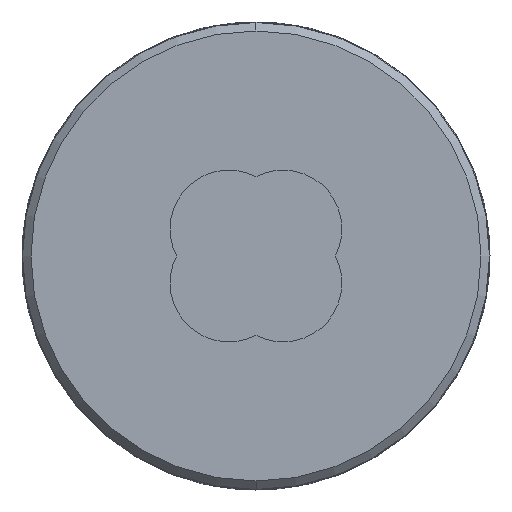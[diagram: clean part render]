
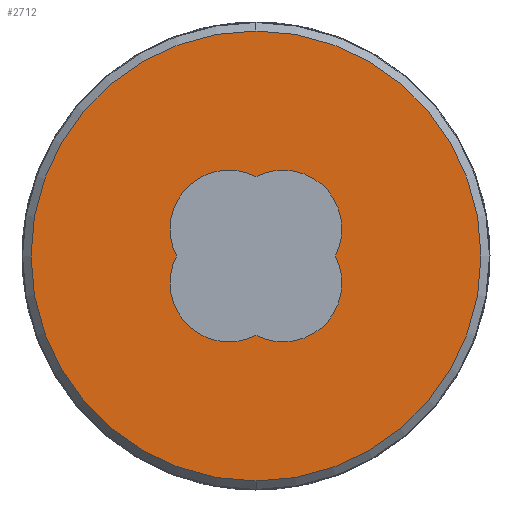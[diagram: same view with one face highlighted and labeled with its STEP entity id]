
A CAD part, front view. The second image highlights one B-rep face of the part: STEP entity #2712.
In plain terms, the highlighted planar face has unit normal (0, -1, 0).
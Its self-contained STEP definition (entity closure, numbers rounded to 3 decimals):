
#29 = CARTESIAN_POINT ( 'NONE',  ( -7.782, 8.032, 0.911 ) ) ;
#74 = VERTEX_POINT ( 'NONE', #3555 ) ;
#132 = CIRCLE ( 'NONE', #3789, 1.638 ) ;
#341 = CARTESIAN_POINT ( 'NONE',  ( -5.576, 8.032, 3.116 ) ) ;
#411 = DIRECTION ( 'NONE',  ( -1., 0., 0. ) ) ;
#608 = VERTEX_POINT ( 'NONE', #3983 ) ;
#870 = CARTESIAN_POINT ( 'NONE',  ( -5.576, 8.032, 0.911 ) ) ;
#939 = EDGE_CURVE ( 'NONE', #608, #2840, #2115, .T. ) ;
#982 = CARTESIAN_POINT ( 'NONE',  ( -6.326, 8.032, 0.161 ) ) ;
#1115 = DIRECTION ( 'NONE',  ( 0., 1., 0. ) ) ;
#1160 = DIRECTION ( 'NONE',  ( -1., 0., 0. ) ) ;
#1206 = EDGE_CURVE ( 'NONE', #2840, #2530, #132, .T. ) ;
#1208 = DIRECTION ( 'NONE',  ( 0., 1., 0. ) ) ;
#1211 = AXIS2_PLACEMENT_3D ( 'NONE', #4836, #1775, #3315 ) ;
#1327 = DIRECTION ( 'NONE',  ( 0., -1., 0. ) ) ;
#1343 = DIRECTION ( 'NONE',  ( -1., 0., 0. ) ) ;
#1366 = EDGE_CURVE ( 'NONE', #1904, #608, #3108, .T. ) ;
#1422 = CARTESIAN_POINT ( 'NONE',  ( -4.826, 8.032, 1.661 ) ) ;
#1495 = DIRECTION ( 'NONE',  ( -1., 0., 0. ) ) ;
#1542 = AXIS2_PLACEMENT_3D ( 'NONE', #3506, #1115, #1160 ) ;
#1574 = VERTEX_POINT ( 'NONE', #2806 ) ;
#1598 = ORIENTED_EDGE ( 'NONE', *, *, #939, .T. ) ;
#1662 = FACE_OUTER_BOUND ( 'NONE', #1903, .T. ) ;
#1675 = AXIS2_PLACEMENT_3D ( 'NONE', #1901, #2331, #411 ) ;
#1702 = CIRCLE ( 'NONE', #3035, 1.638 ) ;
#1775 = DIRECTION ( 'NONE',  ( 0., 1., 0. ) ) ;
#1790 = CIRCLE ( 'NONE', #1542, 1.638 ) ;
#1825 = DIRECTION ( 'NONE',  ( -1., 0., 0. ) ) ;
#1870 = DIRECTION ( 'NONE',  ( 0., 1., 0. ) ) ;
#1901 = CARTESIAN_POINT ( 'NONE',  ( -5.576, 8.032, 0.911 ) ) ;
#1903 = EDGE_LOOP ( 'NONE', ( #5076, #2608 ) ) ;
#1904 = VERTEX_POINT ( 'NONE', #341 ) ;
#1914 = CIRCLE ( 'NONE', #1675, 6.25 ) ;
#2028 = AXIS2_PLACEMENT_3D ( 'NONE', #3332, #2231, #1825 ) ;
#2057 = VERTEX_POINT ( 'NONE', #29 ) ;
#2096 = CARTESIAN_POINT ( 'NONE',  ( -6.326, 8.032, 1.661 ) ) ;
#2115 = CIRCLE ( 'NONE', #1211, 1.638 ) ;
#2162 = ORIENTED_EDGE ( 'NONE', *, *, #1206, .T. ) ;
#2231 = DIRECTION ( 'NONE',  ( 0., 1., 0. ) ) ;
#2331 = DIRECTION ( 'NONE',  ( 0., -1., 0. ) ) ;
#2383 = DIRECTION ( 'NONE',  ( -1., 0., 0. ) ) ;
#2411 = CIRCLE ( 'NONE', #4505, 6.25 ) ;
#2530 = VERTEX_POINT ( 'NONE', #4796 ) ;
#2608 = ORIENTED_EDGE ( 'NONE', *, *, #4688, .T. ) ;
#2630 = EDGE_CURVE ( 'NONE', #2787, #1904, #1702, .T. ) ;
#2641 = ORIENTED_EDGE ( 'NONE', *, *, #1366, .T. ) ;
#2712 = ADVANCED_FACE ( 'NONE', ( #1662, #2763 ), #2736, .F. ) ;
#2736 = PLANE ( 'NONE',  #2765 ) ;
#2763 = FACE_BOUND ( 'NONE', #3084, .T. ) ;
#2765 = AXIS2_PLACEMENT_3D ( 'NONE', #870, #1208, #2383 ) ;
#2787 = VERTEX_POINT ( 'NONE', #3635 ) ;
#2806 = CARTESIAN_POINT ( 'NONE',  ( -5.576, 8.032, 7.161 ) ) ;
#2840 = VERTEX_POINT ( 'NONE', #3328 ) ;
#3035 = AXIS2_PLACEMENT_3D ( 'NONE', #2096, #3696, #1343 ) ;
#3084 = EDGE_LOOP ( 'NONE', ( #2641, #1598, #2162, #3761, #3163, #3497 ) ) ;
#3108 = CIRCLE ( 'NONE', #3288, 1.638 ) ;
#3163 = ORIENTED_EDGE ( 'NONE', *, *, #3740, .T. ) ;
#3204 = DIRECTION ( 'NONE',  ( -1., 0., 0. ) ) ;
#3288 = AXIS2_PLACEMENT_3D ( 'NONE', #1422, #1870, #1495 ) ;
#3315 = DIRECTION ( 'NONE',  ( -1., 0., 0. ) ) ;
#3328 = CARTESIAN_POINT ( 'NONE',  ( -5.576, 8.032, -1.295 ) ) ;
#3332 = CARTESIAN_POINT ( 'NONE',  ( -6.326, 8.032, 0.161 ) ) ;
#3497 = ORIENTED_EDGE ( 'NONE', *, *, #2630, .T. ) ;
#3506 = CARTESIAN_POINT ( 'NONE',  ( -6.326, 8.032, 1.661 ) ) ;
#3555 = CARTESIAN_POINT ( 'NONE',  ( -5.576, 8.032, -5.339 ) ) ;
#3635 = CARTESIAN_POINT ( 'NONE',  ( -7.963, 8.032, 1.661 ) ) ;
#3696 = DIRECTION ( 'NONE',  ( 0., 1., 0. ) ) ;
#3702 = CIRCLE ( 'NONE', #2028, 1.638 ) ;
#3719 = DIRECTION ( 'NONE',  ( 0., 1., 0. ) ) ;
#3740 = EDGE_CURVE ( 'NONE', #2057, #2787, #1790, .T. ) ;
#3761 = ORIENTED_EDGE ( 'NONE', *, *, #3965, .T. ) ;
#3789 = AXIS2_PLACEMENT_3D ( 'NONE', #982, #3719, #4451 ) ;
#3965 = EDGE_CURVE ( 'NONE', #2530, #2057, #3702, .T. ) ;
#3983 = CARTESIAN_POINT ( 'NONE',  ( -3.37, 8.032, 0.911 ) ) ;
#4067 = CARTESIAN_POINT ( 'NONE',  ( -5.576, 8.032, 0.911 ) ) ;
#4451 = DIRECTION ( 'NONE',  ( -1., 0., 0. ) ) ;
#4505 = AXIS2_PLACEMENT_3D ( 'NONE', #4067, #1327, #3204 ) ;
#4688 = EDGE_CURVE ( 'NONE', #74, #1574, #1914, .T. ) ;
#4796 = CARTESIAN_POINT ( 'NONE',  ( -7.963, 8.032, 0.161 ) ) ;
#4836 = CARTESIAN_POINT ( 'NONE',  ( -4.826, 8.032, 0.161 ) ) ;
#4984 = EDGE_CURVE ( 'NONE', #1574, #74, #2411, .T. ) ;
#5076 = ORIENTED_EDGE ( 'NONE', *, *, #4984, .T. ) ;
